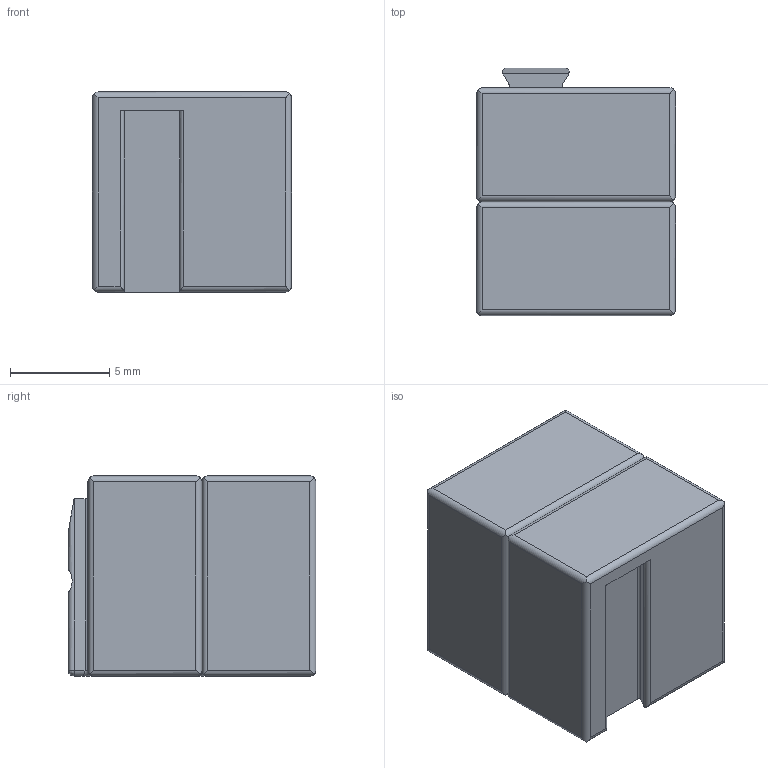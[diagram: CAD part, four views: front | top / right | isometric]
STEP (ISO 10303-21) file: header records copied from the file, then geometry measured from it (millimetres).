
FILE_DESCRIPTION(/* description */ ('STEP AP203'),/* implementation_level */ '2;1');
FILE_NAME(/* name */ '243-211',/* time_stamp */ '2023-08-15T10:25:20+02:00',/* author */ ('License CC BY-ND 4.0'),/* organization */ ('CADENAS'),/* preprocessor_version */ 'ST-DEVELOPER v19.3',/* originating_system */ 'PARTsolutions',/* authorisation */ ' ');
FILE_SCHEMA (('CONFIG_CONTROL_DESIGN'));
Length unit declared in the file: millimetre
Products named in the file (1): 243-211
Bounding box: 10.05 x 12.5 x 10.1 mm (x, y, z)
Volume: 1107.7 mm3; surface area: 880.4 mm2
Topology: 1 solids, 1 shells, 158 faces, 396 edges, 238 vertices
Faces by surface type: cylinder 81, plane 55, cone 14, torus 4, bspline 4
Full cylindrical faces by diameter (mm): 1.1 x2
Entity records: 5888 total; most frequent: CARTESIAN_POINT 957, DIRECTION 850, ORIENTED_EDGE 776, EDGE_CURVE 388, AXIS2_PLACEMENT_3D 333, VERTEX_POINT 238, LINE 184, VECTOR 184
